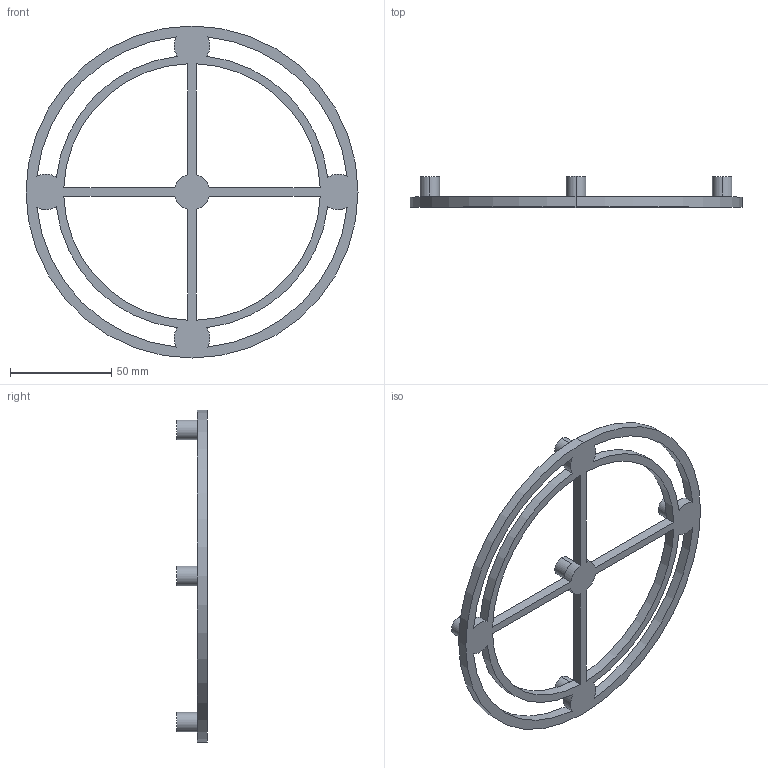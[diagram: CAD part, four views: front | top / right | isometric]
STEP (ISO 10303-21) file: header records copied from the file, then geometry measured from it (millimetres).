
FILE_DESCRIPTION (( 'STEP AP214' ), '1' );
FILE_NAME ('BASE.STEP', '2023-09-21T04:55:26', ( '' ), ( '' ), 'SwSTEP 2.0', 'SolidWorks 2023', '' );
FILE_SCHEMA (( 'AUTOMOTIVE_DESIGN' ));
Length unit declared in the file: millimetre
Products named in the file (1): BASE
Bounding box: 163.6 x 15 x 163.6 mm (x, y, z)
Volume: 33047 mm3; surface area: 24474.8 mm2
Topology: 1 solids, 1 shells, 53 faces, 138 edges, 92 vertices
Faces by surface type: cylinder 38, plane 15
Entity records: 1723 total; most frequent: DIRECTION 322, CARTESIAN_POINT 284, ORIENTED_EDGE 276, EDGE_CURVE 138, AXIS2_PLACEMENT_3D 130, VERTEX_POINT 92, CIRCLE 76, EDGE_LOOP 74
